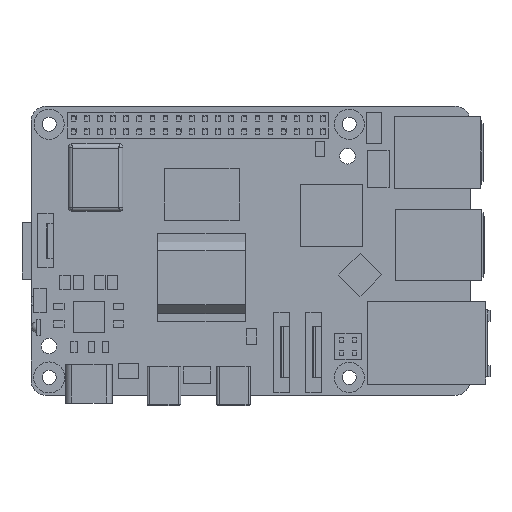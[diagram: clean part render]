
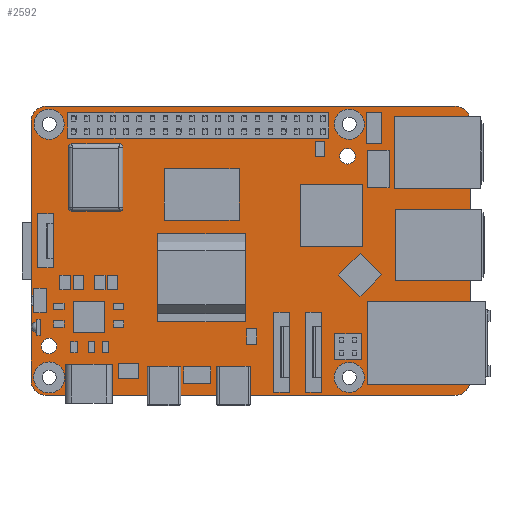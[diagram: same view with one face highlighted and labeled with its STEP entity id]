
A CAD part, top view. The second image highlights one B-rep face of the part: STEP entity #2592.
In plain terms, the highlighted planar face has unit normal (0, 0, 1).
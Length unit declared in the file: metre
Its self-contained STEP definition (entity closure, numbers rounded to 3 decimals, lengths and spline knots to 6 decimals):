
#2592=ADVANCED_FACE('1443:18',(#5001,#5002,#5003,#5004,#5005,#5006,#5007,#5008,#5009,#5010),#5011,.T.);
#5001=FACE_OUTER_BOUND('',#7463,.T.);
#5002=FACE_BOUND('',#7464,.T.);
#5003=FACE_BOUND('',#7465,.T.);
#5004=FACE_BOUND('',#7466,.T.);
#5005=FACE_BOUND('',#7467,.T.);
#5006=FACE_BOUND('',#7468,.T.);
#5007=FACE_BOUND('',#7469,.T.);
#5008=FACE_BOUND('',#7470,.T.);
#5009=FACE_BOUND('',#7471,.T.);
#5010=FACE_BOUND('',#7472,.T.);
#5011=PLANE('',#7473);
#7463=EDGE_LOOP('',(#12656,#12657,#12658,#12659,#12660,#12661,#12662,#12663));
#7464=EDGE_LOOP('',(#12664));
#7465=EDGE_LOOP('',(#12665));
#7466=EDGE_LOOP('',(#12666));
#7467=EDGE_LOOP('',(#12667));
#7468=EDGE_LOOP('',(#12668));
#7469=EDGE_LOOP('',(#12669));
#7470=EDGE_LOOP('',(#12670,#12671,#12672,#12673));
#7471=EDGE_LOOP('',(#12674,#12675,#12676,#12677));
#7472=EDGE_LOOP('',(#12678,#12679,#12680,#12681));
#7473=AXIS2_PLACEMENT_3D('',#12682,#12683,#12684);
#12656=ORIENTED_EDGE('',*,*,#16564,.T.);
#12657=ORIENTED_EDGE('',*,*,#16565,.T.);
#12658=ORIENTED_EDGE('',*,*,#16566,.T.);
#12659=ORIENTED_EDGE('',*,*,#16567,.T.);
#12660=ORIENTED_EDGE('',*,*,#16568,.T.);
#12661=ORIENTED_EDGE('',*,*,#16569,.T.);
#12662=ORIENTED_EDGE('',*,*,#16570,.T.);
#12663=ORIENTED_EDGE('',*,*,#16571,.T.);
#12664=ORIENTED_EDGE('',*,*,#16572,.F.);
#12665=ORIENTED_EDGE('',*,*,#16573,.F.);
#12666=ORIENTED_EDGE('',*,*,#16574,.F.);
#12667=ORIENTED_EDGE('',*,*,#16575,.F.);
#12668=ORIENTED_EDGE('',*,*,#16576,.F.);
#12669=ORIENTED_EDGE('',*,*,#16577,.F.);
#12670=ORIENTED_EDGE('',*,*,#16578,.T.);
#12671=ORIENTED_EDGE('',*,*,#16579,.T.);
#12672=ORIENTED_EDGE('',*,*,#16580,.T.);
#12673=ORIENTED_EDGE('',*,*,#16581,.T.);
#12674=ORIENTED_EDGE('',*,*,#16560,.T.);
#12675=ORIENTED_EDGE('',*,*,#16559,.T.);
#12676=ORIENTED_EDGE('',*,*,#16562,.T.);
#12677=ORIENTED_EDGE('',*,*,#16561,.T.);
#12678=ORIENTED_EDGE('',*,*,#16555,.T.);
#12679=ORIENTED_EDGE('',*,*,#16554,.T.);
#12680=ORIENTED_EDGE('',*,*,#16557,.T.);
#12681=ORIENTED_EDGE('',*,*,#16556,.T.);
#12682=CARTESIAN_POINT('',(0.0,0.0,-0.01015));
#12683=DIRECTION('',(0.0,0.0,1.0));
#12684=DIRECTION('',(1.0,0.0,0.0));
#16554=EDGE_CURVE('1443:84',#19744,#19745,#19746,.T.);
#16555=EDGE_CURVE('1443:87',#19747,#19744,#19748,.T.);
#16556=EDGE_CURVE('1443:90',#19749,#19747,#19750,.T.);
#16557=EDGE_CURVE('1443:93',#19745,#19749,#19751,.T.);
#16559=EDGE_CURVE('1443:96',#19753,#19754,#19755,.T.);
#16560=EDGE_CURVE('1443:99',#19756,#19753,#19757,.T.);
#16561=EDGE_CURVE('1443:102',#19758,#19756,#19759,.T.);
#16562=EDGE_CURVE('1443:105',#19754,#19758,#19760,.T.);
#16564=EDGE_CURVE('1443:198',#19762,#19763,#19764,.F.);
#16565=EDGE_CURVE('1443:144',#19763,#19765,#19766,.T.);
#16566=EDGE_CURVE('1443:195',#19765,#19767,#19768,.F.);
#16567=EDGE_CURVE('1443:150',#19767,#19769,#19770,.T.);
#16568=EDGE_CURVE('1443:192',#19769,#19771,#19772,.F.);
#16569=EDGE_CURVE('1443:147',#19771,#19773,#19774,.T.);
#16570=EDGE_CURVE('1443:189',#19773,#19775,#19776,.F.);
#16571=EDGE_CURVE('1443:141',#19775,#19762,#19777,.T.);
#16572=EDGE_CURVE('1443:216',#19778,#19778,#19779,.T.);
#16573=EDGE_CURVE('1443:120',#19780,#19780,#19781,.T.);
#16574=EDGE_CURVE('1443:123',#19782,#19782,#19783,.T.);
#16575=EDGE_CURVE('1443:126',#19784,#19784,#19785,.T.);
#16576=EDGE_CURVE('1443:204',#19786,#19786,#19787,.T.);
#16577=EDGE_CURVE('1443:210',#19788,#19788,#19789,.T.);
#16578=EDGE_CURVE('1443:111',#19790,#19791,#19792,.T.);
#16579=EDGE_CURVE('1443:108',#19791,#19793,#19794,.T.);
#16580=EDGE_CURVE('1443:117',#19793,#19795,#19796,.T.);
#16581=EDGE_CURVE('1443:114',#19795,#19790,#19797,.T.);
#19744=VERTEX_POINT('',#24332);
#19745=VERTEX_POINT('',#24333);
#19746=LINE('',#24334,#24335);
#19747=VERTEX_POINT('',#24336);
#19748=LINE('',#24337,#24338);
#19749=VERTEX_POINT('',#24339);
#19750=LINE('',#24340,#24341);
#19751=LINE('',#24342,#24343);
#19753=VERTEX_POINT('',#24345);
#19754=VERTEX_POINT('',#24346);
#19755=LINE('',#24347,#24348);
#19756=VERTEX_POINT('',#24349);
#19757=LINE('',#24350,#24351);
#19758=VERTEX_POINT('',#24352);
#19759=LINE('',#24353,#24354);
#19760=LINE('',#24355,#24356);
#19762=VERTEX_POINT('',#24358);
#19763=VERTEX_POINT('',#24359);
#19764=LINE('',#24360,#24361);
#19765=VERTEX_POINT('',#24362);
#19766=CIRCLE('',#24363,0.003);
#19767=VERTEX_POINT('',#24364);
#19768=LINE('',#24365,#24366);
#19769=VERTEX_POINT('',#24367);
#19770=CIRCLE('',#24368,0.003);
#19771=VERTEX_POINT('',#24369);
#19772=LINE('',#24370,#24371);
#19773=VERTEX_POINT('',#24372);
#19774=CIRCLE('',#24373,0.003);
#19775=VERTEX_POINT('',#24374);
#19776=LINE('',#24375,#24376);
#19777=CIRCLE('',#24377,0.003);
#19778=VERTEX_POINT('',#24378);
#19779=CIRCLE('',#24379,0.001364);
#19780=VERTEX_POINT('',#24380);
#19781=CIRCLE('',#24381,0.002911);
#19782=VERTEX_POINT('',#24382);
#19783=CIRCLE('',#24383,0.002911);
#19784=VERTEX_POINT('',#24384);
#19785=CIRCLE('',#24385,0.002911);
#19786=VERTEX_POINT('',#24386);
#19787=CIRCLE('',#24387,0.0015);
#19788=VERTEX_POINT('',#24388);
#19789=CIRCLE('',#24389,0.0015);
#19790=VERTEX_POINT('',#24390);
#19791=VERTEX_POINT('',#24391);
#19792=LINE('',#24392,#24393);
#19793=VERTEX_POINT('',#24394);
#19794=LINE('',#24395,#24396);
#19795=VERTEX_POINT('',#24397);
#19796=LINE('',#24398,#24399);
#19797=LINE('',#24400,#24401);
#24332=CARTESIAN_POINT('',(0.097276,0.055432,-0.01015));
#24333=CARTESIAN_POINT('',(0.097276,0.048182,-0.01015));
#24334=CARTESIAN_POINT('',(0.097276,0.055432,-0.01015));
#24335=VECTOR('',#27397,1.0);
#24336=CARTESIAN_POINT('',(0.093026,0.055432,-0.01015));
#24337=CARTESIAN_POINT('',(0.093026,0.055432,-0.01015));
#24338=VECTOR('',#27398,1.0);
#24339=CARTESIAN_POINT('',(0.093026,0.048182,-0.01015));
#24340=CARTESIAN_POINT('',(0.093026,0.048182,-0.01015));
#24341=VECTOR('',#27399,1.0);
#24342=CARTESIAN_POINT('',(0.097276,0.048182,-0.01015));
#24343=VECTOR('',#27400,1.0);
#24345=CARTESIAN_POINT('',(0.095886,0.062823,-0.01015));
#24346=CARTESIAN_POINT('',(0.095886,0.056823,-0.01015));
#24347=CARTESIAN_POINT('',(0.095886,0.062823,-0.01015));
#24348=VECTOR('',#27401,1.0);
#24349=CARTESIAN_POINT('',(0.092886,0.062823,-0.01015));
#24350=CARTESIAN_POINT('',(0.092886,0.062823,-0.01015));
#24351=VECTOR('',#27402,1.0);
#24352=CARTESIAN_POINT('',(0.092886,0.056823,-0.01015));
#24353=CARTESIAN_POINT('',(0.092886,0.056823,-0.01015));
#24354=VECTOR('',#27403,1.0);
#24355=CARTESIAN_POINT('',(0.095886,0.056823,-0.01015));
#24356=VECTOR('',#27404,1.0);
#24358=CARTESIAN_POINT('',(0.028,0.061,-0.01015));
#24359=CARTESIAN_POINT('',(0.028,0.011,-0.01015));
#24360=CARTESIAN_POINT('',(0.028,0.008,-0.01015));
#24361=VECTOR('',#27405,1.0);
#24362=CARTESIAN_POINT('',(0.031,0.008,-0.01015));
#24363=AXIS2_PLACEMENT_3D('',#27406,#27407,#27408);
#24364=CARTESIAN_POINT('',(0.11,0.008,-0.01015));
#24365=CARTESIAN_POINT('',(0.113,0.008,-0.01015));
#24366=VECTOR('',#27409,1.0);
#24367=CARTESIAN_POINT('',(0.113,0.011,-0.01015));
#24368=AXIS2_PLACEMENT_3D('',#27410,#27411,#27412);
#24369=CARTESIAN_POINT('',(0.113,0.061,-0.01015));
#24370=CARTESIAN_POINT('',(0.113,0.064,-0.01015));
#24371=VECTOR('',#27413,1.0);
#24372=CARTESIAN_POINT('',(0.11,0.064,-0.01015));
#24373=AXIS2_PLACEMENT_3D('',#27414,#27415,#27416);
#24374=CARTESIAN_POINT('',(0.031,0.064,-0.01015));
#24375=CARTESIAN_POINT('',(0.028,0.064,-0.01015));
#24376=VECTOR('',#27417,1.0);
#24377=AXIS2_PLACEMENT_3D('',#27418,#27419,#27420);
#24378=CARTESIAN_POINT('',(0.032864,0.0115,-0.01015));
#24379=AXIS2_PLACEMENT_3D('',#27421,#27422,#27423);
#24380=CARTESIAN_POINT('',(0.034411,0.0605,-0.01015));
#24381=AXIS2_PLACEMENT_3D('',#27424,#27425,#27426);
#24382=CARTESIAN_POINT('',(0.092497,0.0605,-0.01015));
#24383=AXIS2_PLACEMENT_3D('',#27427,#27428,#27429);
#24384=CARTESIAN_POINT('',(0.092497,0.0115,-0.01015));
#24385=AXIS2_PLACEMENT_3D('',#27430,#27431,#27432);
#24386=CARTESIAN_POINT('',(0.090737,0.054301,-0.01015));
#24387=AXIS2_PLACEMENT_3D('',#27433,#27434,#27435);
#24388=CARTESIAN_POINT('',(0.032967,0.017549,-0.01015));
#24389=AXIS2_PLACEMENT_3D('',#27436,#27437,#27438);
#24390=CARTESIAN_POINT('',(0.082957,0.057193,-0.01015));
#24391=CARTESIAN_POINT('',(0.084707,0.057193,-0.01015));
#24392=CARTESIAN_POINT('',(0.082957,0.057193,-0.01015));
#24393=VECTOR('',#27439,1.0);
#24394=CARTESIAN_POINT('',(0.084707,0.054193,-0.01015));
#24395=CARTESIAN_POINT('',(0.084707,0.057193,-0.01015));
#24396=VECTOR('',#27440,1.0);
#24397=CARTESIAN_POINT('',(0.082957,0.054193,-0.01015));
#24398=CARTESIAN_POINT('',(0.084707,0.054193,-0.01015));
#24399=VECTOR('',#27441,1.0);
#24400=CARTESIAN_POINT('',(0.082957,0.054193,-0.01015));
#24401=VECTOR('',#27442,1.0);
#27397=DIRECTION('',(0.0,-1.0,0.0));
#27398=DIRECTION('',(1.0,0.0,0.0));
#27399=DIRECTION('',(0.0,1.0,0.0));
#27400=DIRECTION('',(-1.0,0.0,0.0));
#27401=DIRECTION('',(0.0,-1.0,0.0));
#27402=DIRECTION('',(1.0,0.0,0.0));
#27403=DIRECTION('',(0.0,1.0,0.0));
#27404=DIRECTION('',(-1.0,0.0,0.0));
#27405=DIRECTION('',(0.0,1.0,0.0));
#27406=CARTESIAN_POINT('',(0.031,0.011,-0.01015));
#27407=DIRECTION('',(0.0,0.0,1.0));
#27408=DIRECTION('',(1.0,0.0,-0.0));
#27409=DIRECTION('',(-1.0,0.0,0.0));
#27410=CARTESIAN_POINT('',(0.11,0.011,-0.01015));
#27411=DIRECTION('',(0.0,0.0,1.0));
#27412=DIRECTION('',(1.0,0.0,-0.0));
#27413=DIRECTION('',(0.0,-1.0,0.0));
#27414=CARTESIAN_POINT('',(0.11,0.061,-0.01015));
#27415=DIRECTION('',(0.0,0.0,1.0));
#27416=DIRECTION('',(1.0,0.0,-0.0));
#27417=DIRECTION('',(1.0,0.0,0.0));
#27418=CARTESIAN_POINT('',(0.031,0.061,-0.01015));
#27419=DIRECTION('',(0.0,0.0,1.0));
#27420=DIRECTION('',(1.0,0.0,-0.0));
#27421=CARTESIAN_POINT('',(0.0315,0.0115,-0.01015));
#27422=DIRECTION('',(0.0,0.0,1.0));
#27423=DIRECTION('',(1.0,0.0,0.0));
#27424=CARTESIAN_POINT('',(0.0315,0.0605,-0.01015));
#27425=DIRECTION('',(0.0,0.0,1.0));
#27426=DIRECTION('',(1.0,0.0,-0.0));
#27427=CARTESIAN_POINT('',(0.089586,0.0605,-0.01015));
#27428=DIRECTION('',(0.0,0.0,1.0));
#27429=DIRECTION('',(1.0,0.0,0.0));
#27430=CARTESIAN_POINT('',(0.089586,0.0115,-0.01015));
#27431=DIRECTION('',(0.0,0.0,1.0));
#27432=DIRECTION('',(1.0,0.0,0.0));
#27433=CARTESIAN_POINT('',(0.089237,0.054301,-0.01015));
#27434=DIRECTION('',(0.0,0.0,1.0));
#27435=DIRECTION('',(1.0,0.0,0.0));
#27436=CARTESIAN_POINT('',(0.031467,0.017549,-0.01015));
#27437=DIRECTION('',(0.0,0.0,1.0));
#27438=DIRECTION('',(1.0,0.0,0.0));
#27439=DIRECTION('',(1.0,0.0,0.0));
#27440=DIRECTION('',(0.0,-1.0,0.0));
#27441=DIRECTION('',(-1.0,0.0,0.0));
#27442=DIRECTION('',(0.0,1.0,0.0));
